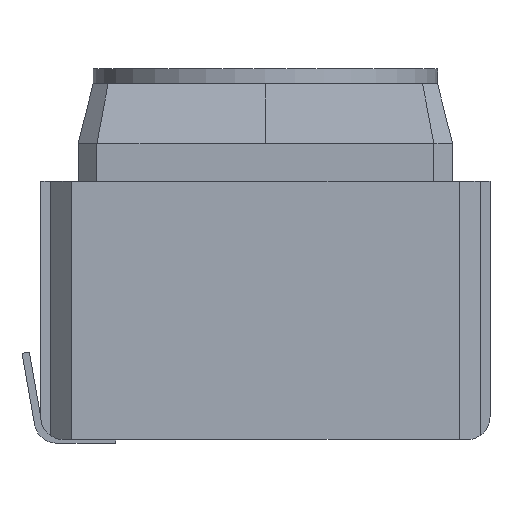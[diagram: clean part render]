
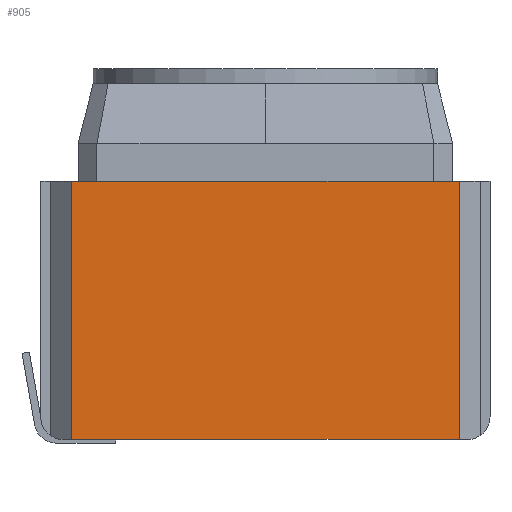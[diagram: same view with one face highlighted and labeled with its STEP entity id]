
A CAD part, front view. The second image highlights one B-rep face of the part: STEP entity #905.
In plain terms, the highlighted planar face has unit normal (0, -1, 0).
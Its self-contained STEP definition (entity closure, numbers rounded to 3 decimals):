
#559 = VERTEX_POINT('',#560);
#560 = CARTESIAN_POINT('',(2.59,-3.,0.05));
#568 = EDGE_CURVE('',#559,#569,#571,.T.);
#569 = VERTEX_POINT('',#570);
#570 = CARTESIAN_POINT('',(2.59,-3.,3.5));
#571 = LINE('',#572,#573);
#572 = CARTESIAN_POINT('',(2.59,-3.,0.05));
#573 = VECTOR('',#574,1.);
#574 = DIRECTION('',(0.,0.,1.));
#659 = VERTEX_POINT('',#660);
#660 = CARTESIAN_POINT('',(-2.59,-3.,3.5));
#666 = EDGE_CURVE('',#659,#569,#667,.T.);
#667 = LINE('',#668,#669);
#668 = CARTESIAN_POINT('',(-2.59,-3.,3.5));
#669 = VECTOR('',#670,1.);
#670 = DIRECTION('',(1.,0.,0.));
#829 = VERTEX_POINT('',#830);
#830 = CARTESIAN_POINT('',(-2.59,-3.,0.05));
#838 = EDGE_CURVE('',#829,#659,#839,.T.);
#839 = LINE('',#840,#841);
#840 = CARTESIAN_POINT('',(-2.59,-3.,0.05));
#841 = VECTOR('',#842,1.);
#842 = DIRECTION('',(0.,0.,1.));
#868 = EDGE_CURVE('',#559,#829,#869,.T.);
#869 = LINE('',#870,#871);
#870 = CARTESIAN_POINT('',(2.59,-3.,0.05));
#871 = VECTOR('',#872,1.);
#872 = DIRECTION('',(-1.,-0.,-0.));
#905 = ADVANCED_FACE('',(#906),#912,.T.);
#906 = FACE_BOUND('',#907,.T.);
#907 = EDGE_LOOP('',(#908,#909,#910,#911));
#908 = ORIENTED_EDGE('',*,*,#568,.T.);
#909 = ORIENTED_EDGE('',*,*,#666,.F.);
#910 = ORIENTED_EDGE('',*,*,#838,.F.);
#911 = ORIENTED_EDGE('',*,*,#868,.F.);
#912 = PLANE('',#913);
#913 = AXIS2_PLACEMENT_3D('',#914,#915,#916);
#914 = CARTESIAN_POINT('',(0.,-3.,1.775));
#915 = DIRECTION('',(-0.,-1.,-0.));
#916 = DIRECTION('',(0.,0.,-1.));
